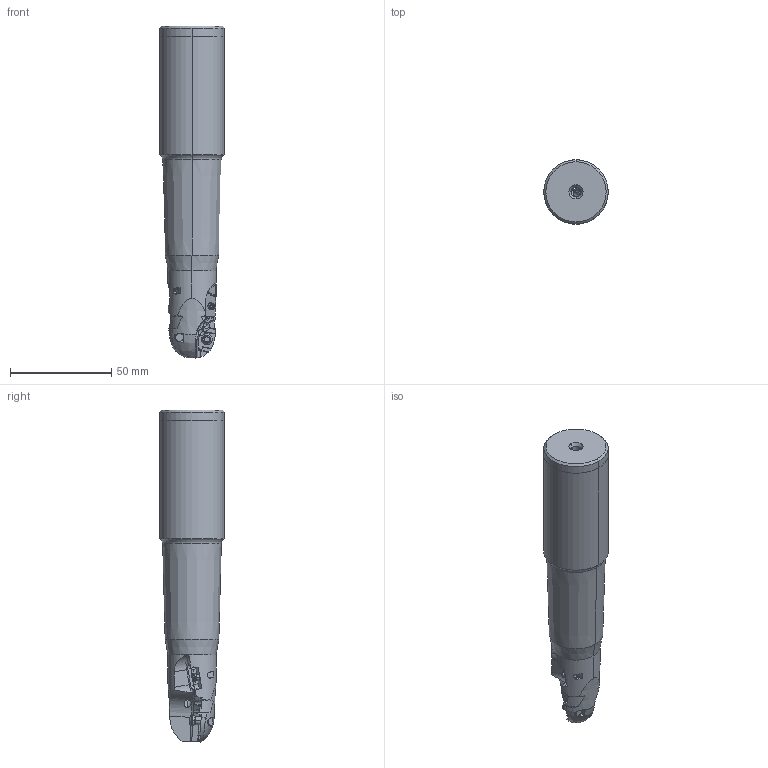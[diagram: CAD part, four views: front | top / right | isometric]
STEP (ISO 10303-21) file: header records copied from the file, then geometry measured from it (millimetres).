
FILE_DESCRIPTION(/* description */ (''),/* implementation_level */ '2;1');
FILE_NAME(/* name */ 'SRM216SAL4.stp',/* time_stamp */ '2017-10-11T11:30:21+09:00',/* author */ (''),/* organization */ (''),/* preprocessor_version */ 'ST-DEVELOPER v16',/* originating_system */ 'SIEMENS PLM Software NX 10.0',/* authorisation */ '');
FILE_SCHEMA (('AUTOMOTIVE_DESIGN { 1 0 10303 214 3 1 1 1 }'));
Length unit declared in the file: millimetre
Products named in the file (1): SRM216SAL4_ASM
Bounding box: 31.75 x 31.75 x 163.7 mm (x, y, z)
Volume: 92651.7 mm3; surface area: 18499.4 mm2
Topology: 5 solids, 5 shells, 357 faces, 1038 edges, 685 vertices
Faces by surface type: cylinder 151, plane 114, cone 67, torus 19, bspline 4, sphere 2
Entity records: 14402 total; most frequent: CARTESIAN_POINT 4808, ORIENTED_EDGE 2056, DIRECTION 2004, EDGE_CURVE 1028, AXIS2_PLACEMENT_3D 830, VERTEX_POINT 685, CIRCLE 424, EDGE_LOOP 373
